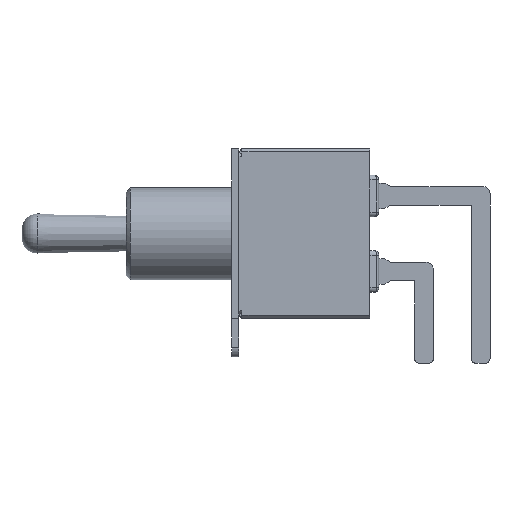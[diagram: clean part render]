
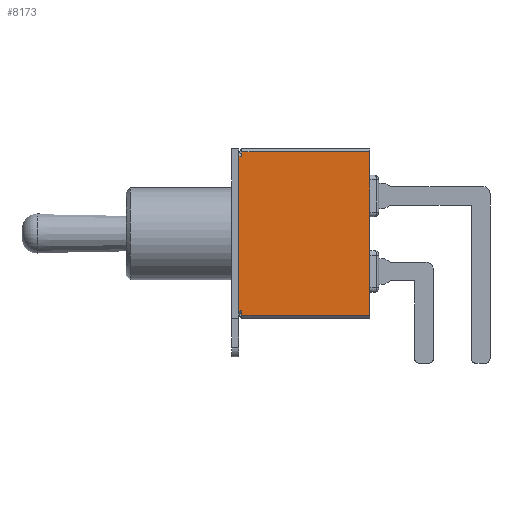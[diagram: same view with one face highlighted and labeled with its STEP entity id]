
A CAD part, left-side view. The second image highlights one B-rep face of the part: STEP entity #8173.
In plain terms, the highlighted planar face has unit normal (-1, 0, 0).
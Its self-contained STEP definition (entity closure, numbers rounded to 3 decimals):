
#423=LINE('',#14437,#1157);
#429=LINE('',#14450,#1163);
#630=LINE('',#16824,#1364);
#730=LINE('',#17055,#1464);
#740=LINE('',#17075,#1474);
#783=LINE('',#17183,#1517);
#810=LINE('',#17258,#1544);
#811=LINE('',#17259,#1545);
#1157=VECTOR('',#12417,1000.);
#1163=VECTOR('',#12425,1000.);
#1364=VECTOR('',#13008,1000.);
#1464=VECTOR('',#13234,1000.);
#1474=VECTOR('',#13250,1000.);
#1517=VECTOR('',#13325,1000.);
#1544=VECTOR('',#13386,1000.);
#1545=VECTOR('',#13387,1000.);
#2170=PLANE('',#12015);
#3730=ORIENTED_EDGE('',*,*,#5433,.F.);
#3731=ORIENTED_EDGE('',*,*,#5472,.T.);
#3732=ORIENTED_EDGE('',*,*,#5378,.T.);
#3733=ORIENTED_EDGE('',*,*,#4736,.T.);
#3734=ORIENTED_EDGE('',*,*,#5254,.T.);
#3735=ORIENTED_EDGE('',*,*,#4742,.T.);
#3736=ORIENTED_EDGE('',*,*,#5368,.T.);
#3737=ORIENTED_EDGE('',*,*,#5473,.T.);
#4736=EDGE_CURVE('',#5938,#5937,#423,.T.);
#4742=EDGE_CURVE('',#5940,#5943,#429,.T.);
#5254=EDGE_CURVE('',#5937,#5940,#630,.T.);
#5368=EDGE_CURVE('',#5943,#6361,#730,.T.);
#5378=EDGE_CURVE('',#6369,#5938,#740,.T.);
#5433=EDGE_CURVE('',#6417,#6418,#783,.T.);
#5472=EDGE_CURVE('',#6417,#6369,#810,.T.);
#5473=EDGE_CURVE('',#6361,#6418,#811,.T.);
#5937=VERTEX_POINT('',#14436);
#5938=VERTEX_POINT('',#14438);
#5940=VERTEX_POINT('',#14444);
#5943=VERTEX_POINT('',#14449);
#6361=VERTEX_POINT('',#17054);
#6369=VERTEX_POINT('',#17076);
#6417=VERTEX_POINT('',#17182);
#6418=VERTEX_POINT('',#17184);
#7149=EDGE_LOOP('',(#3730,#3731,#3732,#3733,#3734,#3735,#3736,#3737));
#7686=FACE_BOUND('',#7149,.T.);
#8173=ADVANCED_FACE('',(#7686),#2170,.F.);
#12015=AXIS2_PLACEMENT_3D('',#17257,#13384,#13385);
#12417=DIRECTION('',(0.,0.,1.));
#12425=DIRECTION('',(0.,0.,-1.));
#13008=DIRECTION('',(0.,1.,0.));
#13234=DIRECTION('',(0.,1.,0.));
#13250=DIRECTION('',(0.,1.,0.));
#13325=DIRECTION('',(0.,1.,0.));
#13384=DIRECTION('',(1.,0.,0.));
#13385=DIRECTION('',(0.,0.,-1.));
#13386=DIRECTION('',(0.,0.,1.));
#13387=DIRECTION('',(0.,0.,-1.));
#14436=CARTESIAN_POINT('',(-6.35,-5.2,4.5));
#14437=CARTESIAN_POINT('',(-6.35,-5.2,4.5));
#14438=CARTESIAN_POINT('',(-6.35,-5.2,4.3));
#14444=CARTESIAN_POINT('',(-6.35,5.2,4.5));
#14449=CARTESIAN_POINT('',(-6.35,5.2,4.3));
#14450=CARTESIAN_POINT('',(-6.35,5.2,4.5));
#16824=CARTESIAN_POINT('',(-6.35,-5.4,4.5));
#17054=CARTESIAN_POINT('',(-6.35,5.5,4.3));
#17055=CARTESIAN_POINT('',(-6.35,-5.7,4.3));
#17075=CARTESIAN_POINT('',(-6.35,-5.7,4.3));
#17076=CARTESIAN_POINT('',(-6.35,-5.5,4.3));
#17182=CARTESIAN_POINT('',(-6.35,-5.5,-4.3));
#17183=CARTESIAN_POINT('',(-6.35,-5.7,-4.3));
#17184=CARTESIAN_POINT('',(-6.35,5.5,-4.3));
#17257=CARTESIAN_POINT('',(-6.35,-5.7,4.3));
#17258=CARTESIAN_POINT('',(-6.35,-5.5,4.3));
#17259=CARTESIAN_POINT('',(-6.35,5.5,4.3));
